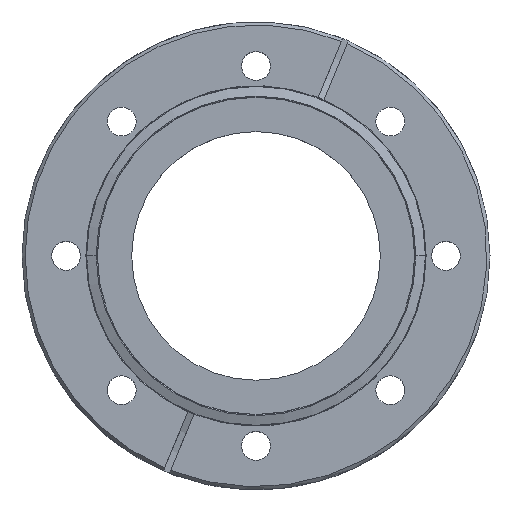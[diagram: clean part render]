
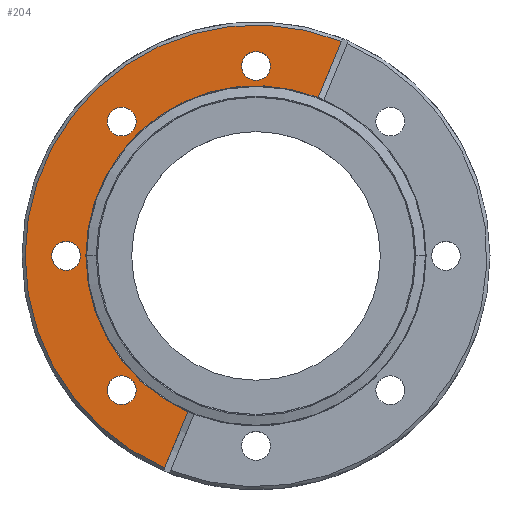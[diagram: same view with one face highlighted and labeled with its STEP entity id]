
A CAD part, top view. The second image highlights one B-rep face of the part: STEP entity #204.
In plain terms, the highlighted planar face has unit normal (0, 0, 1).
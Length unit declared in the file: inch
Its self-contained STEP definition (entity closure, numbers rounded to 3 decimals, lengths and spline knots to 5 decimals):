
#60 = DIRECTION ( 'NONE',  ( 1., 0., 0. ) ) ;
#66 = CARTESIAN_POINT ( 'NONE',  ( 0., 1.814, 0.34 ) ) ;
#83 = DIRECTION ( 'NONE',  ( 0., 0., 1. ) ) ;
#91 = DIRECTION ( 'NONE',  ( 0., 0., 1. ) ) ;
#100 = DIRECTION ( 'NONE',  ( 1., 0., 0. ) ) ;
#108 = CIRCLE ( 'NONE', #798, 0.1378 ) ;
#116 = DIRECTION ( 'NONE',  ( 0., 1., 0. ) ) ;
#119 = DIRECTION ( 'NONE',  ( 0., 0., 1. ) ) ;
#124 = CARTESIAN_POINT ( 'NONE',  ( -1.814, 0., 0.34 ) ) ;
#127 = FACE_BOUND ( 'NONE', #566, .T. ) ;
#130 = FACE_BOUND ( 'NONE', #1672, .T. ) ;
#146 = FACE_BOUND ( 'NONE', #1747, .T. ) ;
#196 = CIRCLE ( 'NONE', #744, 1.625 ) ;
#199 = ORIENTED_EDGE ( 'NONE', *, *, #1353, .T. ) ;
#200 = CIRCLE ( 'NONE', #707, 2.205 ) ;
#204 = ADVANCED_FACE ( 'NONE', ( #1893, #130, #1472, #146, #127 ), #1954, .T. ) ;
#228 = VECTOR ( 'NONE', #1577, 39.37008 ) ;
#241 = DIRECTION ( 'NONE',  ( -1., 0., 0. ) ) ;
#242 = DIRECTION ( 'NONE',  ( 0., 0., -1. ) ) ;
#251 = CIRCLE ( 'NONE', #659, 0.1378 ) ;
#252 = CARTESIAN_POINT ( 'NONE',  ( 0., 0., 0.34 ) ) ;
#273 = ORIENTED_EDGE ( 'NONE', *, *, #1289, .F. ) ;
#275 = CARTESIAN_POINT ( 'NONE',  ( -1.38013, 1.18526, 0.34 ) ) ;
#290 = LINE ( 'NONE', #1634, #228 ) ;
#307 = VERTEX_POINT ( 'NONE', #474 ) ;
#350 = VERTEX_POINT ( 'NONE', #1610 ) ;
#360 = CARTESIAN_POINT ( 'NONE',  ( 0., 0., 0.34 ) ) ;
#365 = DIRECTION ( 'NONE',  ( 0., 1., 0. ) ) ;
#366 = DIRECTION ( 'NONE',  ( 0., 0., 1. ) ) ;
#367 = CARTESIAN_POINT ( 'NONE',  ( -1.814, 0., 0.34 ) ) ;
#382 = DIRECTION ( 'NONE',  ( 0., 0., 1. ) ) ;
#389 = ORIENTED_EDGE ( 'NONE', *, *, #1558, .F. ) ;
#424 = DIRECTION ( 'NONE',  ( -1., 0., 0. ) ) ;
#425 = DIRECTION ( 'NONE',  ( 0., 0., -1. ) ) ;
#426 = CARTESIAN_POINT ( 'NONE',  ( 0., 0., 0.34 ) ) ;
#430 = ORIENTED_EDGE ( 'NONE', *, *, #1795, .T. ) ;
#453 = CARTESIAN_POINT ( 'NONE',  ( 0.1378, 1.814, 0.34 ) ) ;
#462 = LINE ( 'NONE', #1401, #1006 ) ;
#466 = ORIENTED_EDGE ( 'NONE', *, *, #1963, .F. ) ;
#474 = CARTESIAN_POINT ( 'NONE',  ( -0.87237, -2.02509, 0.34 ) ) ;
#488 = CARTESIAN_POINT ( 'NONE',  ( 0.59311, 1.51289, 0.34 ) ) ;
#489 = VERTEX_POINT ( 'NONE', #1627 ) ;
#518 = VERTEX_POINT ( 'NONE', #1355 ) ;
#550 = AXIS2_PLACEMENT_3D ( 'NONE', #1676, #1673, #847 ) ;
#559 = VERTEX_POINT ( 'NONE', #453 ) ;
#565 = CIRCLE ( 'NONE', #720, 0.1378 ) ;
#566 = EDGE_LOOP ( 'NONE', ( #466, #1432 ) ) ;
#568 = CIRCLE ( 'NONE', #791, 1.625 ) ;
#575 = VERTEX_POINT ( 'NONE', #1613 ) ;
#583 = CIRCLE ( 'NONE', #1021, 0.1378 ) ;
#640 = DIRECTION ( 'NONE',  ( 0., 0., 1. ) ) ;
#644 = DIRECTION ( 'NONE',  ( 1., 0., 0. ) ) ;
#646 = DIRECTION ( 'NONE',  ( 0., 0., 1. ) ) ;
#650 = CARTESIAN_POINT ( 'NONE',  ( 0., 0., 0.34 ) ) ;
#658 = DIRECTION ( 'NONE',  ( 0.707, 0.707, 0. ) ) ;
#659 = AXIS2_PLACEMENT_3D ( 'NONE', #1729, #1711, #1732 ) ;
#671 = CARTESIAN_POINT ( 'NONE',  ( -1.28269, 1.28269, 0.34 ) ) ;
#707 = AXIS2_PLACEMENT_3D ( 'NONE', #360, #640, #60 ) ;
#720 = AXIS2_PLACEMENT_3D ( 'NONE', #124, #119, #116 ) ;
#725 = AXIS2_PLACEMENT_3D ( 'NONE', #66, #91, #100 ) ;
#744 = AXIS2_PLACEMENT_3D ( 'NONE', #252, #242, #241 ) ;
#771 = CARTESIAN_POINT ( 'NONE',  ( 0.81509, 2.04882, 0.34 ) ) ;
#784 = AXIS2_PLACEMENT_3D ( 'NONE', #367, #366, #365 ) ;
#791 = AXIS2_PLACEMENT_3D ( 'NONE', #426, #425, #424 ) ;
#798 = AXIS2_PLACEMENT_3D ( 'NONE', #671, #382, #658 ) ;
#802 = CARTESIAN_POINT ( 'NONE',  ( 0., 0., 0.34 ) ) ;
#837 = VERTEX_POINT ( 'NONE', #1883 ) ;
#847 = DIRECTION ( 'NONE',  ( 1., 0., 0. ) ) ;
#855 = VERTEX_POINT ( 'NONE', #1757 ) ;
#877 = ORIENTED_EDGE ( 'NONE', *, *, #1565, .T. ) ;
#915 = DIRECTION ( 'NONE',  ( -0.707, 0.707, 0. ) ) ;
#930 = AXIS2_PLACEMENT_3D ( 'NONE', #1839, #1834, #1817 ) ;
#939 = CARTESIAN_POINT ( 'NONE',  ( -1.18526, -1.38013, 0.34 ) ) ;
#996 = AXIS2_PLACEMENT_3D ( 'NONE', #650, #646, #644 ) ;
#1006 = VECTOR ( 'NONE', #1444, 39.37008 ) ;
#1021 = AXIS2_PLACEMENT_3D ( 'NONE', #1146, #1139, #915 ) ;
#1024 = ORIENTED_EDGE ( 'NONE', *, *, #1717, .F. ) ;
#1029 = CIRCLE ( 'NONE', #725, 0.1378 ) ;
#1042 = VERTEX_POINT ( 'NONE', #1425 ) ;
#1043 = ORIENTED_EDGE ( 'NONE', *, *, #1780, .F. ) ;
#1107 = ORIENTED_EDGE ( 'NONE', *, *, #1749, .T. ) ;
#1139 = DIRECTION ( 'NONE',  ( 0., 0., 1. ) ) ;
#1146 = CARTESIAN_POINT ( 'NONE',  ( -1.28269, -1.28269, 0.34 ) ) ;
#1223 = ORIENTED_EDGE ( 'NONE', *, *, #1680, .F. ) ;
#1289 = EDGE_CURVE ( 'NONE', #837, #1640, #583, .T. ) ;
#1333 = CIRCLE ( 'NONE', #930, 0.1378 ) ;
#1353 = EDGE_CURVE ( 'NONE', #1559, #1970, #1621, .T. ) ;
#1355 = CARTESIAN_POINT ( 'NONE',  ( -0.65039, -1.48917, 0.34 ) ) ;
#1364 = ORIENTED_EDGE ( 'NONE', *, *, #1535, .F. ) ;
#1401 = CARTESIAN_POINT ( 'NONE',  ( -0.02864, 0.01186, 0.34 ) ) ;
#1425 = CARTESIAN_POINT ( 'NONE',  ( -1.814, 0.1378, 0.34 ) ) ;
#1432 = ORIENTED_EDGE ( 'NONE', *, *, #1765, .F. ) ;
#1444 = DIRECTION ( 'NONE',  ( 0.383, 0.924, 0. ) ) ;
#1457 = EDGE_LOOP ( 'NONE', ( #1024, #1043 ) ) ;
#1459 = VERTEX_POINT ( 'NONE', #488 ) ;
#1472 = FACE_BOUND ( 'NONE', #1457, .T. ) ;
#1503 = AXIS2_PLACEMENT_3D ( 'NONE', #802, #83, #1957 ) ;
#1532 = ORIENTED_EDGE ( 'NONE', *, *, #1708, .T. ) ;
#1535 = EDGE_CURVE ( 'NONE', #350, #1755, #1333, .T. ) ;
#1558 = EDGE_CURVE ( 'NONE', #518, #307, #290, .T. ) ;
#1559 = VERTEX_POINT ( 'NONE', #771 ) ;
#1565 = EDGE_CURVE ( 'NONE', #1459, #1559, #462, .T. ) ;
#1577 = DIRECTION ( 'NONE',  ( -0.383, -0.924, 0. ) ) ;
#1591 = CIRCLE ( 'NONE', #784, 0.1378 ) ;
#1610 = CARTESIAN_POINT ( 'NONE',  ( -1.18526, 1.38013, 0.34 ) ) ;
#1613 = CARTESIAN_POINT ( 'NONE',  ( -0.1378, 1.814, 0.34 ) ) ;
#1621 = CIRCLE ( 'NONE', #996, 2.205 ) ;
#1627 = CARTESIAN_POINT ( 'NONE',  ( -1.625, 0., 0.34 ) ) ;
#1634 = CARTESIAN_POINT ( 'NONE',  ( -0.02864, 0.01186, 0.34 ) ) ;
#1640 = VERTEX_POINT ( 'NONE', #939 ) ;
#1661 = ORIENTED_EDGE ( 'NONE', *, *, #1852, .F. ) ;
#1672 = EDGE_LOOP ( 'NONE', ( #1364, #1223 ) ) ;
#1673 = DIRECTION ( 'NONE',  ( 0., 0., 1. ) ) ;
#1676 = CARTESIAN_POINT ( 'NONE',  ( 0., 1.814, 0.34 ) ) ;
#1678 = CARTESIAN_POINT ( 'NONE',  ( -2.205, 0., 0.34 ) ) ;
#1680 = EDGE_CURVE ( 'NONE', #1755, #350, #108, .T. ) ;
#1708 = EDGE_CURVE ( 'NONE', #489, #1459, #568, .T. ) ;
#1711 = DIRECTION ( 'NONE',  ( 0., 0., 1. ) ) ;
#1717 = EDGE_CURVE ( 'NONE', #1042, #855, #1591, .T. ) ;
#1729 = CARTESIAN_POINT ( 'NONE',  ( -1.28269, -1.28269, 0.34 ) ) ;
#1732 = DIRECTION ( 'NONE',  ( -0.707, 0.707, 0. ) ) ;
#1747 = EDGE_LOOP ( 'NONE', ( #273, #1661 ) ) ;
#1749 = EDGE_CURVE ( 'NONE', #518, #489, #196, .T. ) ;
#1755 = VERTEX_POINT ( 'NONE', #275 ) ;
#1757 = CARTESIAN_POINT ( 'NONE',  ( -1.814, -0.1378, 0.34 ) ) ;
#1765 = EDGE_CURVE ( 'NONE', #575, #559, #1029, .T. ) ;
#1780 = EDGE_CURVE ( 'NONE', #855, #1042, #565, .T. ) ;
#1795 = EDGE_CURVE ( 'NONE', #1970, #307, #200, .T. ) ;
#1817 = DIRECTION ( 'NONE',  ( 0.707, 0.707, 0. ) ) ;
#1834 = DIRECTION ( 'NONE',  ( 0., 0., 1. ) ) ;
#1839 = CARTESIAN_POINT ( 'NONE',  ( -1.28269, 1.28269, 0.34 ) ) ;
#1852 = EDGE_CURVE ( 'NONE', #1640, #837, #251, .T. ) ;
#1865 = CIRCLE ( 'NONE', #550, 0.1378 ) ;
#1883 = CARTESIAN_POINT ( 'NONE',  ( -1.38013, -1.18526, 0.34 ) ) ;
#1893 = FACE_OUTER_BOUND ( 'NONE', #1898, .T. ) ;
#1898 = EDGE_LOOP ( 'NONE', ( #389, #1107, #1532, #877, #199, #430 ) ) ;
#1954 = PLANE ( 'NONE',  #1503 ) ;
#1957 = DIRECTION ( 'NONE',  ( 1., 0., 0. ) ) ;
#1963 = EDGE_CURVE ( 'NONE', #559, #575, #1865, .T. ) ;
#1970 = VERTEX_POINT ( 'NONE', #1678 ) ;
